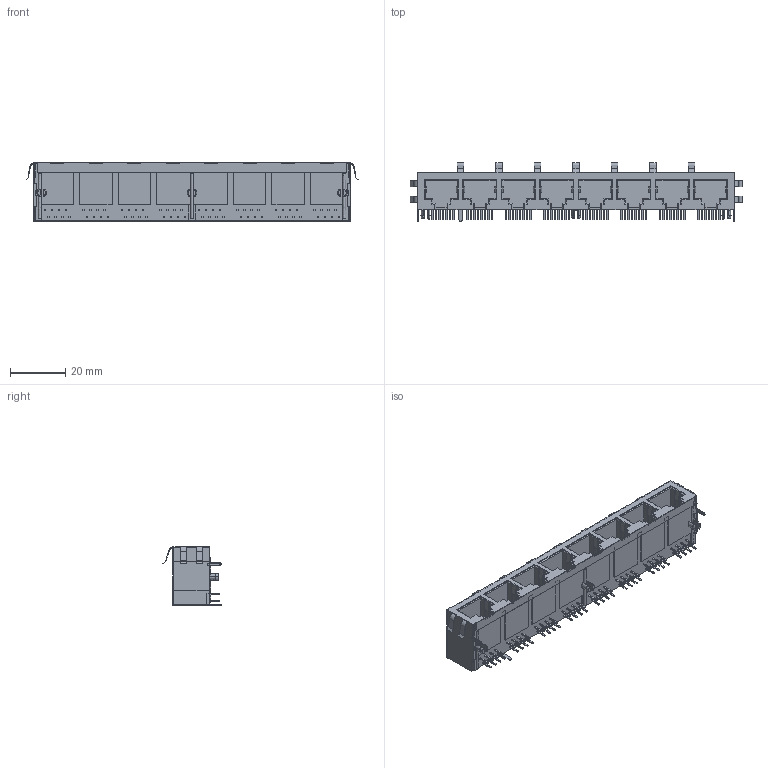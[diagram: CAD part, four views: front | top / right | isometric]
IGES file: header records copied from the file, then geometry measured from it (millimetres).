
Start section: SolidWorks IGES file using analytic representation for surfaces
Global section: file name: GSGX-NS7-888-457_A6.IGS; native system: SolidWorks 2020; preprocessor: SolidWorks 2020; author: Garrett; date: 200316.114442; units: millimetre
Bounding box: 120.54 x 21.15 x 21.27 mm (x, y, z)
Surface area: 19098.9 mm2 (no closed solid volume)
Topology: 0 solids, 0 shells, 1157 faces, 7532 edges, 7532 vertices
Faces by surface type: bspline 954, revolution 203
